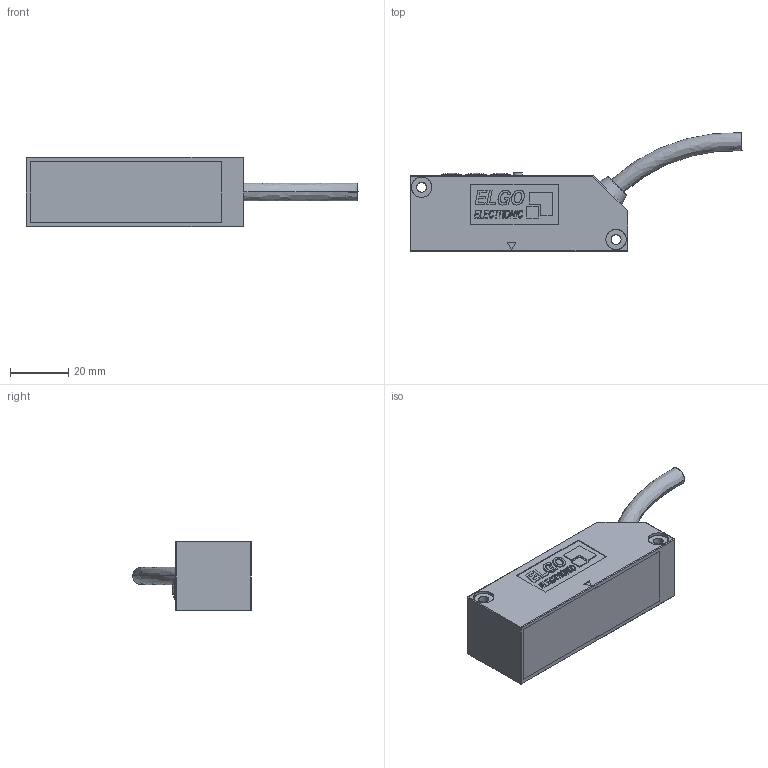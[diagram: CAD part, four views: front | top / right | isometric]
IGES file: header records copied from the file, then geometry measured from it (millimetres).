
Start section: SolidWorks IGES file using analytic representation for surfaces
Global section: file name: EMAX2.IGS; native system: SolidWorks 2008; preprocessor: SolidWorks 2008; author: -; date: 101109.194647; units: millimetre
Bounding box: 114.37 x 40.78 x 24 mm (x, y, z)
Surface area: 10455.7 mm2 (no closed solid volume)
Topology: 0 solids, 0 shells, 493 faces, 5402 edges, 5392 vertices
Faces by surface type: bspline 443, revolution 50
